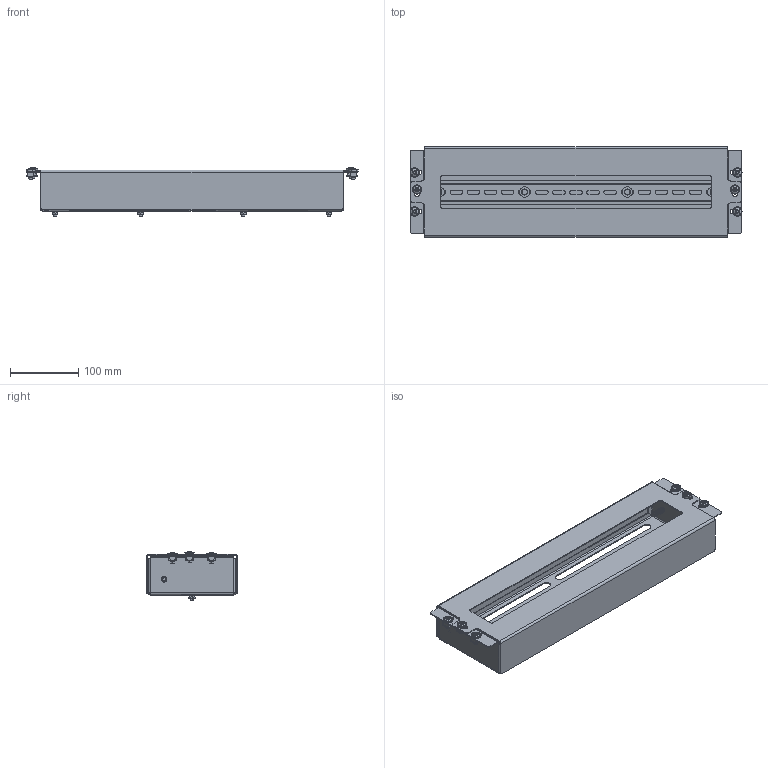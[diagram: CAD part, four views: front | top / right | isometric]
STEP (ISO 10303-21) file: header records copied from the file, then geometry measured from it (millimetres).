
FILE_DESCRIPTION (( 'STEP AP214' ), '1' );
FILE_NAME ('R5CMDIT3HE.STEP', '2014-04-07T07:15:50', ( '' ), ( '' ), 'SwSTEP 2.0', 'SolidWorks 2012', '' );
FILE_SCHEMA (( 'AUTOMOTIVE_DESIGN' ));
Length unit declared in the file: millimetre
Products named in the file (12): A3400002; A0200080_A0200080; A5100369_A5100369; AC00C061_AC00C061; A3300001_A3300001; A0105002; A4100027; AC00C682; A5100043_A5100043; AC00C670; AC00C669; R5CMDIT3HE
Assembly tree (39 placements, depth 2):
  R5CMDIT3HE
    AC00C669
    AC00C670
    A5100043_A5100043  x3
    AC00C682
    A4100027  x4
    A0105002  x4
    A3300001_A3300001  x4
    AC00C061_AC00C061  x3
    A5100369_A5100369  x6
    A0200080_A0200080  x6
    A3400002  x6
Bounding box: 485.6 x 132.5 x 72.3 mm (x, y, z)
Volume: 277140.9 mm3; surface area: 393915.4 mm2
Topology: 45 solids, 45 shells, 1776 faces, 4722 edges, 3055 vertices
Faces by surface type: plane 813, cylinder 654, cone 248, bspline 61
Entity records: 20727 total; most frequent: CARTESIAN_POINT 4495, DIRECTION 3332, ORIENTED_EDGE 3252, EDGE_CURVE 1626, AXIS2_PLACEMENT_3D 1206, VERTEX_POINT 1049, LINE 920, VECTOR 920
